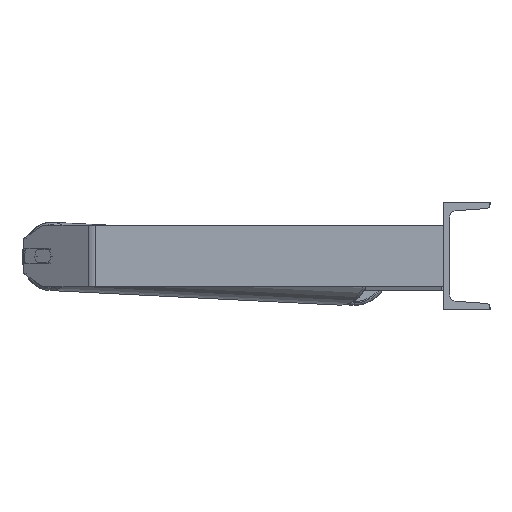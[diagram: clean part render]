
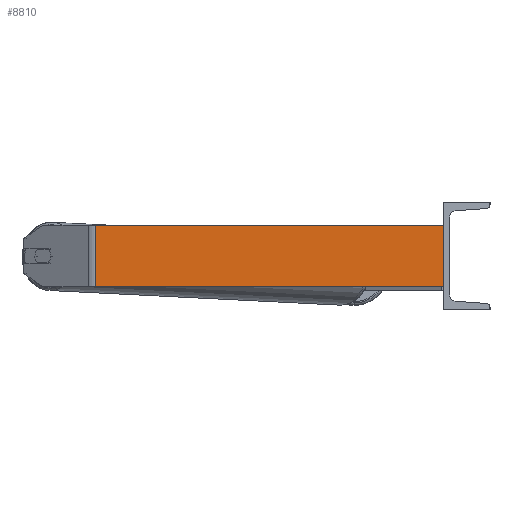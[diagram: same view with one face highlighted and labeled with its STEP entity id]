
A CAD part, left-side view. The second image highlights one B-rep face of the part: STEP entity #8810.
In plain terms, the highlighted planar face has unit normal (-1, 0, 0).
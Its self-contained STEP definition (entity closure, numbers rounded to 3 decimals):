
#379 = ORIENTED_EDGE ( 'NONE', *, *, #686, .F. ) ;
#537 = LINE ( 'NONE', #8165, #1401 ) ;
#686 = EDGE_CURVE ( 'NONE', #2115, #2704, #4385, .T. ) ;
#808 = CARTESIAN_POINT ( 'NONE',  ( -985., 0., 40. ) ) ;
#1401 = VECTOR ( 'NONE', #1852, 1000. ) ;
#1441 = CARTESIAN_POINT ( 'NONE',  ( -985., 0., 40. ) ) ;
#1632 = CARTESIAN_POINT ( 'NONE',  ( -985., 458.91, 40. ) ) ;
#1830 = DIRECTION ( 'NONE',  ( 1., 0., 0. ) ) ;
#1852 = DIRECTION ( 'NONE',  ( 0., -1., 0. ) ) ;
#1899 = VERTEX_POINT ( 'NONE', #4123 ) ;
#2115 = VERTEX_POINT ( 'NONE', #2634 ) ;
#2208 = LINE ( 'NONE', #808, #2265 ) ;
#2265 = VECTOR ( 'NONE', #5624, 1000. ) ;
#2522 = FACE_OUTER_BOUND ( 'NONE', #5930, .T. ) ;
#2634 = CARTESIAN_POINT ( 'NONE',  ( -985., 453.865, 40. ) ) ;
#2704 = VERTEX_POINT ( 'NONE', #1441 ) ;
#2928 = EDGE_CURVE ( 'NONE', #2115, #4523, #4595, .T. ) ;
#3452 = AXIS2_PLACEMENT_3D ( 'NONE', #5893, #1830, #5358 ) ;
#3559 = VECTOR ( 'NONE', #8608, 1000. ) ;
#4123 = CARTESIAN_POINT ( 'NONE',  ( -985., 0., -40. ) ) ;
#4178 = ORIENTED_EDGE ( 'NONE', *, *, #6519, .F. ) ;
#4306 = ORIENTED_EDGE ( 'NONE', *, *, #8448, .T. ) ;
#4385 = LINE ( 'NONE', #1632, #3559 ) ;
#4413 = ORIENTED_EDGE ( 'NONE', *, *, #2928, .T. ) ;
#4523 = VERTEX_POINT ( 'NONE', #7858 ) ;
#4595 = LINE ( 'NONE', #7339, #4776 ) ;
#4776 = VECTOR ( 'NONE', #6605, 1000. ) ;
#5358 = DIRECTION ( 'NONE',  ( 0., 1., 0. ) ) ;
#5624 = DIRECTION ( 'NONE',  ( 0., 0., -1. ) ) ;
#5893 = CARTESIAN_POINT ( 'NONE',  ( -985., 458.91, 40. ) ) ;
#5930 = EDGE_LOOP ( 'NONE', ( #4306, #4178, #379, #4413 ) ) ;
#6519 = EDGE_CURVE ( 'NONE', #2704, #1899, #2208, .T. ) ;
#6605 = DIRECTION ( 'NONE',  ( 0., 0., -1. ) ) ;
#7339 = CARTESIAN_POINT ( 'NONE',  ( -985., 453.865, 40. ) ) ;
#7858 = CARTESIAN_POINT ( 'NONE',  ( -985., 453.865, -40. ) ) ;
#8165 = CARTESIAN_POINT ( 'NONE',  ( -985., 458.91, -40. ) ) ;
#8448 = EDGE_CURVE ( 'NONE', #4523, #1899, #537, .T. ) ;
#8608 = DIRECTION ( 'NONE',  ( 0., -1., 0. ) ) ;
#8791 = PLANE ( 'NONE',  #3452 ) ;
#8810 = ADVANCED_FACE ( 'NONE', ( #2522 ), #8791, .F. ) ;
